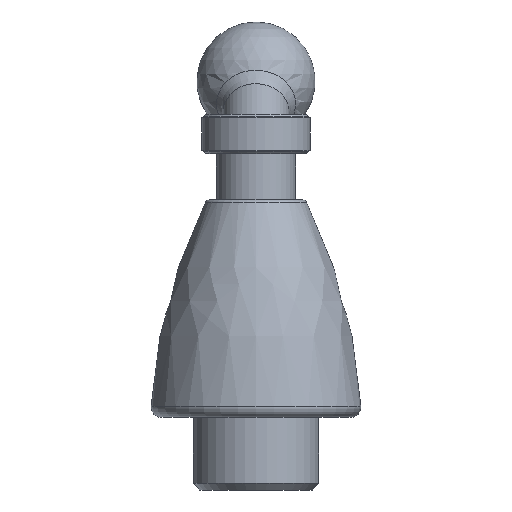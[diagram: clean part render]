
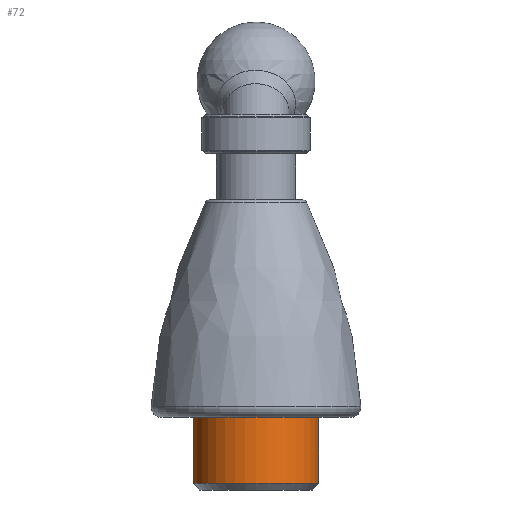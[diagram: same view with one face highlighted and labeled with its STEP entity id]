
A CAD part, left-side view. The second image highlights one B-rep face of the part: STEP entity #72.
In plain terms, the highlighted cylindrical face has radius 4.75 mm (diameter 9.5 mm), a full revolution.
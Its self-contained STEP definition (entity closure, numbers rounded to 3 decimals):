
#72 = ADVANCED_FACE( '', ( #165, #166 ), #167, .T. );
#165 = FACE_OUTER_BOUND( '', #949, .T. );
#166 = FACE_OUTER_BOUND( '', #950, .T. );
#167 = CYLINDRICAL_SURFACE( '', #951, 4.75 );
#949 = EDGE_LOOP( '', ( #1772 ) );
#950 = EDGE_LOOP( '', ( #1773 ) );
#951 = AXIS2_PLACEMENT_3D( '', #1774, #1775, #1776 );
#1772 = ORIENTED_EDGE( '', *, *, #1879, .T. );
#1773 = ORIENTED_EDGE( '', *, *, #1899, .F. );
#1774 = CARTESIAN_POINT( '', ( 0., 0., 57.15 ) );
#1775 = DIRECTION( '', ( 0., 0., -1. ) );
#1776 = DIRECTION( '', ( 1., 0., 0. ) );
#1879 = EDGE_CURVE( '', #1939, #1939, #1940, .T. );
#1899 = EDGE_CURVE( '', #1972, #1972, #1973, .T. );
#1939 = VERTEX_POINT( '', #2446 );
#1940 = CIRCLE( '', #2447, 4.75 );
#1972 = VERTEX_POINT( '', #2479 );
#1973 = CIRCLE( '', #2480, 4.75 );
#2446 = CARTESIAN_POINT( '', ( 4.75, 0., 0.5 ) );
#2447 = AXIS2_PLACEMENT_3D( '', #2885, #2886, #2887 );
#2479 = CARTESIAN_POINT( '', ( 4.75, 0., 5.5 ) );
#2480 = AXIS2_PLACEMENT_3D( '', #2924, #2925, #2926 );
#2885 = CARTESIAN_POINT( '', ( 0., 0., 0.5 ) );
#2886 = DIRECTION( '', ( 0., 0., 1. ) );
#2887 = DIRECTION( '', ( 1., 0., 0. ) );
#2924 = CARTESIAN_POINT( '', ( 0., 0., 5.5 ) );
#2925 = DIRECTION( '', ( 0., 0., 1. ) );
#2926 = DIRECTION( '', ( 1., 0., 0. ) );
